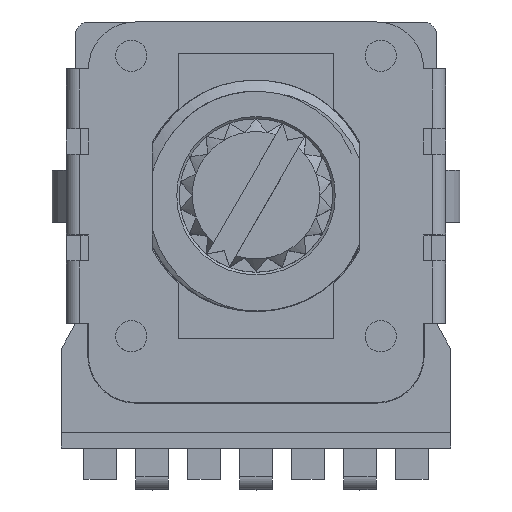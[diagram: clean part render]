
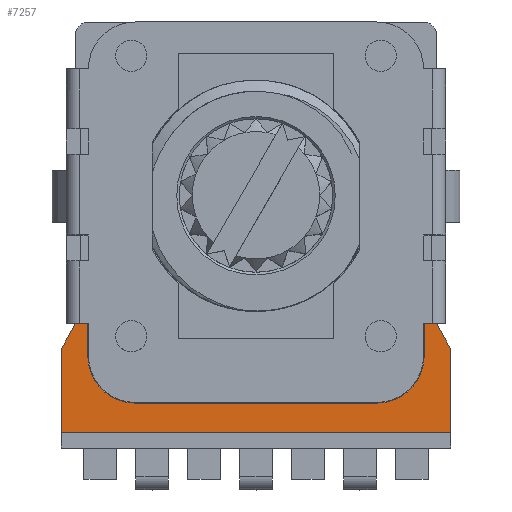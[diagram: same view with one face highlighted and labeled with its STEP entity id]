
A CAD part, top view. The second image highlights one B-rep face of the part: STEP entity #7257.
In plain terms, the highlighted planar face has unit normal (0, 0, 1).
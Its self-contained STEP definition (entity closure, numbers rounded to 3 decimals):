
#349=PLANE('',#7712);
#608=FACE_OUTER_BOUND('',#1024,.T.);
#1024=EDGE_LOOP('',(#5061,#5062,#5063,#5064,#5065,#5066,#5067,#5068,#5069,
#5070,#5071,#5072));
#1499=LINE('',#10201,#2243);
#1506=LINE('',#10215,#2250);
#1510=LINE('',#10223,#2254);
#1511=LINE('',#10225,#2255);
#1512=LINE('',#10227,#2256);
#1513=LINE('',#10229,#2257);
#1514=LINE('',#10233,#2258);
#1515=LINE('',#10237,#2259);
#1516=LINE('',#10239,#2260);
#1517=LINE('',#10240,#2261);
#2243=VECTOR('',#8369,10.);
#2250=VECTOR('',#8380,10.);
#2254=VECTOR('',#8386,10.);
#2255=VECTOR('',#8387,10.);
#2256=VECTOR('',#8388,10.);
#2257=VECTOR('',#8389,10.);
#2258=VECTOR('',#8392,10.);
#2259=VECTOR('',#8395,10.);
#2260=VECTOR('',#8396,10.);
#2261=VECTOR('',#8397,10.);
#2926=CIRCLE('',#7713,1.825);
#2927=CIRCLE('',#7714,1.825);
#3138=VERTEX_POINT('',#10199);
#3139=VERTEX_POINT('',#10200);
#3144=VERTEX_POINT('',#10214);
#3147=VERTEX_POINT('',#10222);
#3148=VERTEX_POINT('',#10224);
#3149=VERTEX_POINT('',#10226);
#3150=VERTEX_POINT('',#10228);
#3151=VERTEX_POINT('',#10230);
#3152=VERTEX_POINT('',#10232);
#3153=VERTEX_POINT('',#10234);
#3154=VERTEX_POINT('',#10236);
#3155=VERTEX_POINT('',#10238);
#3883=EDGE_CURVE('',#3138,#3139,#1499,.T.);
#3890=EDGE_CURVE('',#3144,#3138,#1506,.T.);
#3894=EDGE_CURVE('',#3139,#3147,#1510,.T.);
#3895=EDGE_CURVE('',#3147,#3148,#1511,.T.);
#3896=EDGE_CURVE('',#3148,#3149,#1512,.T.);
#3897=EDGE_CURVE('',#3149,#3150,#1513,.F.);
#3898=EDGE_CURVE('',#3150,#3151,#2926,.F.);
#3899=EDGE_CURVE('',#3151,#3152,#1514,.F.);
#3900=EDGE_CURVE('',#3152,#3153,#2927,.F.);
#3901=EDGE_CURVE('',#3153,#3154,#1515,.F.);
#3902=EDGE_CURVE('',#3154,#3155,#1516,.T.);
#3903=EDGE_CURVE('',#3155,#3144,#1517,.T.);
#5061=ORIENTED_EDGE('',*,*,#3883,.T.);
#5062=ORIENTED_EDGE('',*,*,#3894,.T.);
#5063=ORIENTED_EDGE('',*,*,#3895,.T.);
#5064=ORIENTED_EDGE('',*,*,#3896,.T.);
#5065=ORIENTED_EDGE('',*,*,#3897,.T.);
#5066=ORIENTED_EDGE('',*,*,#3898,.T.);
#5067=ORIENTED_EDGE('',*,*,#3899,.T.);
#5068=ORIENTED_EDGE('',*,*,#3900,.T.);
#5069=ORIENTED_EDGE('',*,*,#3901,.T.);
#5070=ORIENTED_EDGE('',*,*,#3902,.T.);
#5071=ORIENTED_EDGE('',*,*,#3903,.T.);
#5072=ORIENTED_EDGE('',*,*,#3890,.T.);
#7257=ADVANCED_FACE('',(#608),#349,.T.);
#7712=AXIS2_PLACEMENT_3D('',#10221,#8384,#8385);
#7713=AXIS2_PLACEMENT_3D('',#10231,#8390,#8391);
#7714=AXIS2_PLACEMENT_3D('',#10235,#8393,#8394);
#8369=DIRECTION('',(1.,0.,0.));
#8380=DIRECTION('',(0.,-1.,0.));
#8384=DIRECTION('center_axis',(0.,0.,1.));
#8385=DIRECTION('ref_axis',(-1.,0.,0.));
#8386=DIRECTION('',(0.,1.,0.));
#8387=DIRECTION('',(-0.482,0.876,0.));
#8388=DIRECTION('',(-1.,0.,0.));
#8389=DIRECTION('',(0.,1.,0.));
#8390=DIRECTION('center_axis',(0.,0.,1.));
#8391=DIRECTION('ref_axis',(0.,-1.,0.));
#8392=DIRECTION('',(1.,0.,0.));
#8393=DIRECTION('center_axis',(0.,0.,1.));
#8394=DIRECTION('ref_axis',(-1.,0.,0.));
#8395=DIRECTION('',(0.,-1.,0.));
#8396=DIRECTION('',(-1.,0.,0.));
#8397=DIRECTION('',(-0.482,-0.876,0.));
#10199=CARTESIAN_POINT('',(-7.5,-9.1,6.4));
#10200=CARTESIAN_POINT('',(7.5,-9.1,6.4));
#10201=CARTESIAN_POINT('',(-3.75,-9.1,6.4));
#10214=CARTESIAN_POINT('',(-7.5,-5.9,6.4));
#10215=CARTESIAN_POINT('',(-7.5,-5.9,6.4));
#10221=CARTESIAN_POINT('Origin',(0.,-7.3,6.4));
#10222=CARTESIAN_POINT('',(7.5,-5.9,6.4));
#10223=CARTESIAN_POINT('',(7.5,-9.7,6.4));
#10224=CARTESIAN_POINT('',(6.95,-4.9,6.4));
#10225=CARTESIAN_POINT('',(7.5,-5.9,6.4));
#10226=CARTESIAN_POINT('',(6.475,-4.9,6.4));
#10227=CARTESIAN_POINT('',(6.45,-4.9,6.4));
#10228=CARTESIAN_POINT('',(6.475,-6.15,6.4));
#10229=CARTESIAN_POINT('',(6.475,-6.1,6.4));
#10230=CARTESIAN_POINT('',(4.65,-7.975,6.4));
#10231=CARTESIAN_POINT('Origin',(4.65,-6.15,6.4));
#10232=CARTESIAN_POINT('',(-4.65,-7.975,6.4));
#10233=CARTESIAN_POINT('',(2.325,-7.975,6.4));
#10234=CARTESIAN_POINT('',(-6.475,-6.15,6.4));
#10235=CARTESIAN_POINT('Origin',(-4.65,-6.15,6.4));
#10236=CARTESIAN_POINT('',(-6.475,-4.9,6.4));
#10237=CARTESIAN_POINT('',(-6.475,-6.725,6.4));
#10238=CARTESIAN_POINT('',(-6.95,-4.9,6.4));
#10239=CARTESIAN_POINT('',(-7.3,-4.9,6.4));
#10240=CARTESIAN_POINT('',(-6.95,-4.9,6.4));
